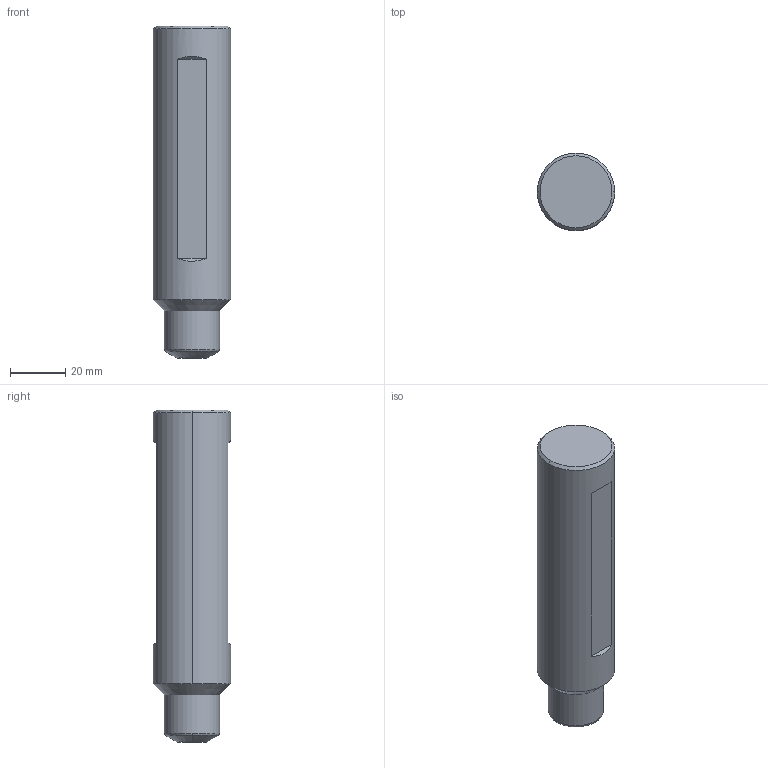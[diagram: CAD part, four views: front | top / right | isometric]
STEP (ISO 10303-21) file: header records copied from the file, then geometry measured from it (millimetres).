
FILE_DESCRIPTION(/* description */ (''),/* implementation_level */ '2;1');
FILE_NAME(/* name */ '1586157641773.stp',/* time_stamp */ '2020-04-06T12:51:02+05:00',/* author */ (''),/* organization */ ('SMS'),/* preprocessor_version */ 'ST-DEVELOPER v16.7',/* originating_system */ 'SIEMENS PLM Software NX 12.0',/* authorisation */ '');
FILE_SCHEMA (('AUTOMOTIVE_DESIGN { 1 0 10303 214 3 1 1 1 }'));
Length unit declared in the file: millimetre
Products named in the file (1): 202948538mod000_00
Bounding box: 28 x 28 x 120 mm (x, y, z)
Volume: 69736.2 mm3; surface area: 13027.2 mm2
Topology: 2 solids, 3 shells, 34 faces, 64 edges, 42 vertices
Faces by surface type: cone 12, plane 11, cylinder 7, torus 4
Full cylindrical faces by diameter (mm): 4 x2, 20 x1
Entity records: 969 total; most frequent: DIRECTION 174, CARTESIAN_POINT 168, ORIENTED_EDGE 140, AXIS2_PLACEMENT_3D 71, EDGE_CURVE 70, VERTEX_POINT 46, EDGE_LOOP 38, CIRCLE 34
